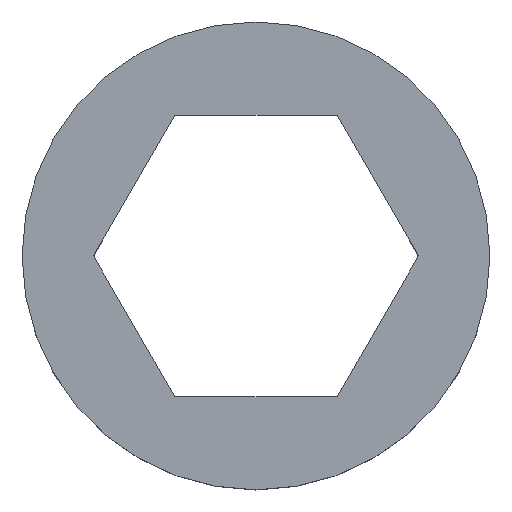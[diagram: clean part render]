
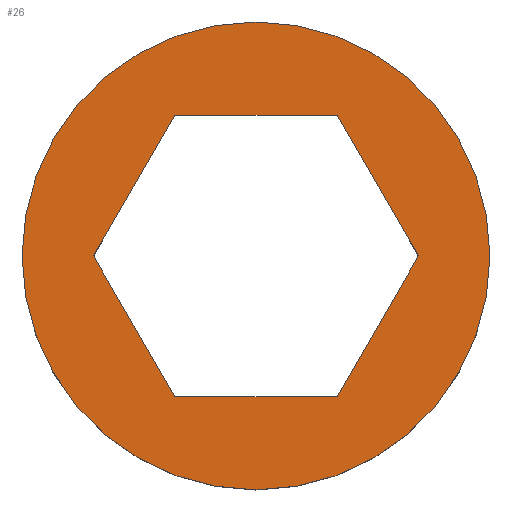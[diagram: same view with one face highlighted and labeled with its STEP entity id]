
A CAD part, top view. The second image highlights one B-rep face of the part: STEP entity #26.
In plain terms, the highlighted planar face has unit normal (0, 0, 1).
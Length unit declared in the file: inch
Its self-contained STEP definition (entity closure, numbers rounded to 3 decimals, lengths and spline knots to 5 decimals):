
#2 = VERTEX_POINT ( 'NONE', #138 ) ;
#9 = EDGE_CURVE ( 'NONE', #113, #240, #84, .T. ) ;
#10 = ORIENTED_EDGE ( 'NONE', *, *, #112, .F. ) ;
#12 = DIRECTION ( 'NONE',  ( 0., 0., 1. ) ) ;
#13 = EDGE_CURVE ( 'NONE', #2, #232, #141, .T. ) ;
#16 = LINE ( 'NONE', #148, #195 ) ;
#20 = CARTESIAN_POINT ( 'NONE',  ( -0.10854, 0.188, 0.125 ) ) ;
#25 = EDGE_LOOP ( 'NONE', ( #204, #220, #10, #131, #280, #333 ) ) ;
#26 = ADVANCED_FACE ( 'NONE', ( #193, #292 ), #243, .T. ) ;
#28 = VERTEX_POINT ( 'NONE', #83 ) ;
#33 = VERTEX_POINT ( 'NONE', #261 ) ;
#35 = AXIS2_PLACEMENT_3D ( 'NONE', #212, #234, #327 ) ;
#39 = CARTESIAN_POINT ( 'NONE',  ( 0., 0., 0.125 ) ) ;
#46 = VECTOR ( 'NONE', #253, 39.37008 ) ;
#52 = CIRCLE ( 'NONE', #236, 0.3125 ) ;
#63 = VECTOR ( 'NONE', #296, 39.37008 ) ;
#71 = LINE ( 'NONE', #20, #63 ) ;
#78 = LINE ( 'NONE', #105, #147 ) ;
#83 = CARTESIAN_POINT ( 'NONE',  ( -0.3125, 0., 0.125 ) ) ;
#84 = LINE ( 'NONE', #142, #206 ) ;
#87 = VECTOR ( 'NONE', #167, 39.37008 ) ;
#101 = LINE ( 'NONE', #237, #46 ) ;
#105 = CARTESIAN_POINT ( 'NONE',  ( 0.21708, 0., 0.125 ) ) ;
#108 = EDGE_LOOP ( 'NONE', ( #176, #178 ) ) ;
#112 = EDGE_CURVE ( 'NONE', #240, #134, #16, .T. ) ;
#113 = VERTEX_POINT ( 'NONE', #250 ) ;
#131 = ORIENTED_EDGE ( 'NONE', *, *, #9, .F. ) ;
#134 = VERTEX_POINT ( 'NONE', #194 ) ;
#135 = EDGE_CURVE ( 'NONE', #232, #113, #71, .T. ) ;
#138 = CARTESIAN_POINT ( 'NONE',  ( 0.10854, 0.188, 0.125 ) ) ;
#141 = LINE ( 'NONE', #221, #87 ) ;
#142 = CARTESIAN_POINT ( 'NONE',  ( -0.21708, 0., 0.125 ) ) ;
#147 = VECTOR ( 'NONE', #300, 39.37008 ) ;
#148 = CARTESIAN_POINT ( 'NONE',  ( -0.10854, -0.188, 0.125 ) ) ;
#155 = CARTESIAN_POINT ( 'NONE',  ( -0.10854, 0.188, 0.125 ) ) ;
#167 = DIRECTION ( 'NONE',  ( -1., 0., 0. ) ) ;
#176 = ORIENTED_EDGE ( 'NONE', *, *, #289, .T. ) ;
#178 = ORIENTED_EDGE ( 'NONE', *, *, #246, .T. ) ;
#180 = VERTEX_POINT ( 'NONE', #299 ) ;
#183 = AXIS2_PLACEMENT_3D ( 'NONE', #39, #12, #216 ) ;
#193 = FACE_OUTER_BOUND ( 'NONE', #108, .T. ) ;
#194 = CARTESIAN_POINT ( 'NONE',  ( 0.10854, -0.188, 0.125 ) ) ;
#195 = VECTOR ( 'NONE', #323, 39.37008 ) ;
#202 = DIRECTION ( 'NONE',  ( 1., 0., 0. ) ) ;
#204 = ORIENTED_EDGE ( 'NONE', *, *, #313, .F. ) ;
#206 = VECTOR ( 'NONE', #290, 39.37008 ) ;
#212 = CARTESIAN_POINT ( 'NONE',  ( 0., 0., 0.125 ) ) ;
#216 = DIRECTION ( 'NONE',  ( 1., 0., 0. ) ) ;
#220 = ORIENTED_EDGE ( 'NONE', *, *, #275, .F. ) ;
#221 = CARTESIAN_POINT ( 'NONE',  ( 0.10854, 0.188, 0.125 ) ) ;
#229 = CARTESIAN_POINT ( 'NONE',  ( -0.10854, -0.188, 0.125 ) ) ;
#232 = VERTEX_POINT ( 'NONE', #155 ) ;
#234 = DIRECTION ( 'NONE',  ( 0., 0., 1. ) ) ;
#236 = AXIS2_PLACEMENT_3D ( 'NONE', #302, #286, #202 ) ;
#237 = CARTESIAN_POINT ( 'NONE',  ( 0.10854, -0.188, 0.125 ) ) ;
#240 = VERTEX_POINT ( 'NONE', #229 ) ;
#243 = PLANE ( 'NONE',  #183 ) ;
#246 = EDGE_CURVE ( 'NONE', #33, #28, #311, .T. ) ;
#250 = CARTESIAN_POINT ( 'NONE',  ( -0.21708, 0., 0.125 ) ) ;
#253 = DIRECTION ( 'NONE',  ( 0.5, 0.866, 0. ) ) ;
#261 = CARTESIAN_POINT ( 'NONE',  ( 0.3125, 0., 0.125 ) ) ;
#275 = EDGE_CURVE ( 'NONE', #134, #180, #101, .T. ) ;
#280 = ORIENTED_EDGE ( 'NONE', *, *, #135, .F. ) ;
#286 = DIRECTION ( 'NONE',  ( 0., 0., 1. ) ) ;
#289 = EDGE_CURVE ( 'NONE', #28, #33, #52, .T. ) ;
#290 = DIRECTION ( 'NONE',  ( 0.5, -0.866, 0. ) ) ;
#292 = FACE_BOUND ( 'NONE', #25, .T. ) ;
#296 = DIRECTION ( 'NONE',  ( -0.5, -0.866, 0. ) ) ;
#299 = CARTESIAN_POINT ( 'NONE',  ( 0.21708, 0., 0.125 ) ) ;
#300 = DIRECTION ( 'NONE',  ( -0.5, 0.866, 0. ) ) ;
#302 = CARTESIAN_POINT ( 'NONE',  ( 0., 0., 0.125 ) ) ;
#311 = CIRCLE ( 'NONE', #35, 0.3125 ) ;
#313 = EDGE_CURVE ( 'NONE', #180, #2, #78, .T. ) ;
#323 = DIRECTION ( 'NONE',  ( 1., 0., 0. ) ) ;
#327 = DIRECTION ( 'NONE',  ( 1., 0., 0. ) ) ;
#333 = ORIENTED_EDGE ( 'NONE', *, *, #13, .F. ) ;
